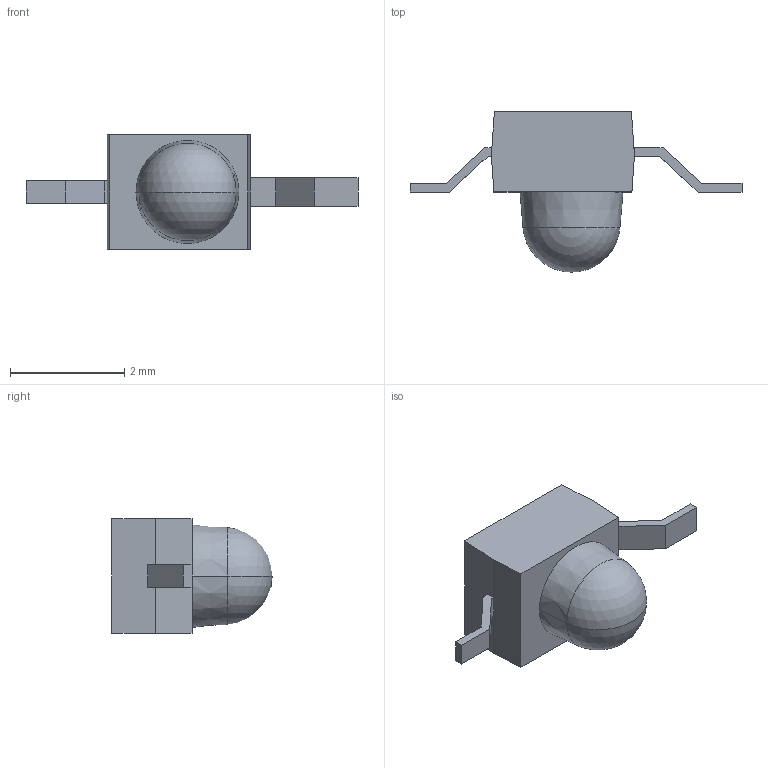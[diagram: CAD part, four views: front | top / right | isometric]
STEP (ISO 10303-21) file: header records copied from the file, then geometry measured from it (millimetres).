
FILE_DESCRIPTION (( 'STEP AP214' ), '1' );
FILE_NAME ('LightSens2520 - PT91-21C-TR10.STEP', '2022-09-20T12:43:14', ( 'Elessar' ), ( '' ), 'SwSTEP 2.0', 'SolidWorks 2018', '' );
FILE_SCHEMA (( 'AUTOMOTIVE_DESIGN' ));
Length unit declared in the file: millimetre
Products named in the file (1): LightSens2520 - PT91-21C-TR10
Bounding box: 5.8 x 2.8 x 2 mm (x, y, z)
Volume: 9.7 mm3; surface area: 32 mm2
Topology: 3 solids, 3 shells, 32 faces, 74 edges, 49 vertices
Faces by surface type: plane 28, cone 2, sphere 2
Entity records: 1300 total; most frequent: CARTESIAN_POINT 156, ORIENTED_EDGE 148, DIRECTION 146, EDGE_CURVE 74, LINE 68, VECTOR 68, VERTEX_POINT 49, AXIS2_PLACEMENT_3D 39
